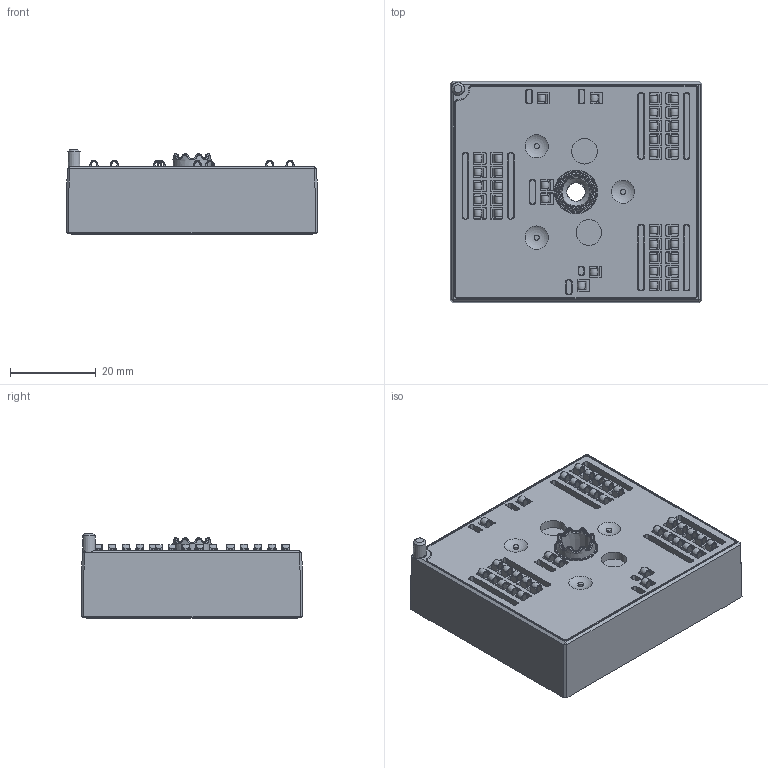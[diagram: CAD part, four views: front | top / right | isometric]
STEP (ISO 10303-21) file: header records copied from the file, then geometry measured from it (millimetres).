
FILE_DESCRIPTION(/* description */ ('Unknown'),/* implementation_level */ '2;1');
FILE_NAME(/* name */ 'MiniSkiiP2D-K700(360)-01-OL',/* time_stamp */ '2016-12-07T14:39:24+01:00',/* author */ ('Unknown'),/* organization */ ('Unknown'),/* preprocessor_version */ 'ST-DEVELOPER v16',/* originating_system */ 'DEX',/* authorisation */ $);
FILE_SCHEMA (('AUTOMOTIVE_DESIGN {1 0 10303 214 3 1 1}'));
Products named in the file (1): MiniSkiiP2D-K700-01-OL
Bounding box: 58.9 x 51.9 x 19.84 mm (x, y, z)
Volume: 46314.8 mm3; surface area: 13252.7 mm2
Topology: 1 solids, 29 shells, 2269 faces, 6223 edges, 3818 vertices
Faces by surface type: plane 1083, bspline 544, cylinder 364, cone 163, torus 71, sphere 44
Full cylindrical faces by diameter (mm): 1 x2, 1.2 x3, 3.2 x1, 5 x1, 5.5 x1, 6 x4, 6.2 x1, 8 x1
Entity records: 103524 total; most frequent: CARTESIAN_POINT 35512, ORIENTED_EDGE 11782, DIRECTION 9198, EDGE_CURVE 5891, VERTEX_POINT 3805, LINE 3212, VECTOR 3212, AXIS2_PLACEMENT_3D 2993
